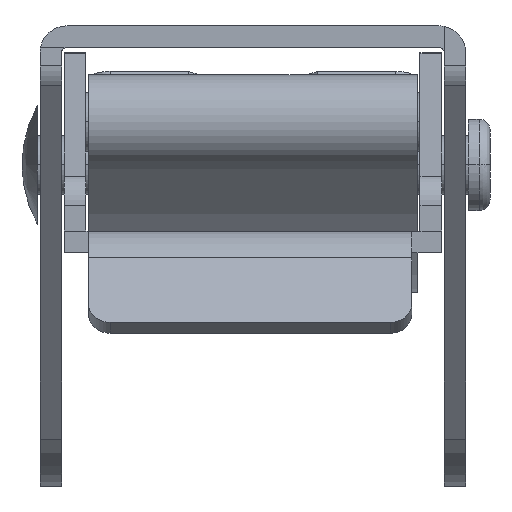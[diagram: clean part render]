
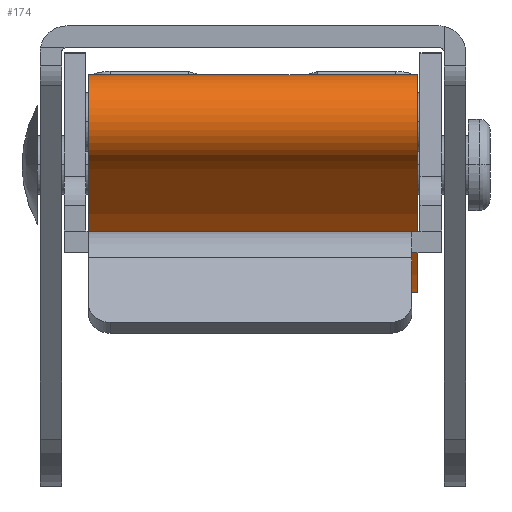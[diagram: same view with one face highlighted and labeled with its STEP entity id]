
A CAD part, left-side view. The second image highlights one B-rep face of the part: STEP entity #174.
In plain terms, the highlighted free-form (B-spline) face has degree [2, 1] with [15, 2] control points.
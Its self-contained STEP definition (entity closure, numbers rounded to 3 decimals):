
#11=(
BOUNDED_SURFACE()
B_SPLINE_SURFACE(2,1,((#4587,#4588),(#4589,#4590),(#4591,#4592),(#4593,
#4594),(#4595,#4596),(#4597,#4598),(#4599,#4600),(#4601,#4602),(#4603,#4604),
(#4605,#4606),(#4607,#4608),(#4609,#4610),(#4611,#4612),(#4613,#4614),(#4615,
#4616)),.UNSPECIFIED.,.F.,.F.,.F.)
B_SPLINE_SURFACE_WITH_KNOTS((3,2,2,2,2,2,2,3),(2,2),(-266.305,
-261.456,-256.607,-159.665,-153.96,
-148.255,-142.55,-136.845),(0.,30.5),
 .UNSPECIFIED.)
GEOMETRIC_REPRESENTATION_ITEM()
RATIONAL_B_SPLINE_SURFACE(((1.,1.),(0.838,0.838),
(1.,1.),(0.838,0.838),(1.,1.),(0.882,
0.882),(1.,1.),(0.793,0.793),(1.,1.),
(0.793,0.793),(1.,1.),(0.793,0.793),
(1.,1.),(0.793,0.793),(1.,1.)))
REPRESENTATION_ITEM('')
SURFACE()
);
#174=ADVANCED_FACE('',(#347),#11,.T.);
#347=FACE_OUTER_BOUND('',#544,.T.);
#544=EDGE_LOOP('',(#1139,#1140,#1141,#1142));
#1139=ORIENTED_EDGE('',*,*,#1716,.T.);
#1140=ORIENTED_EDGE('',*,*,#1717,.T.);
#1141=ORIENTED_EDGE('',*,*,#1718,.F.);
#1142=ORIENTED_EDGE('',*,*,#1719,.F.);
#1716=EDGE_CURVE('',#2619,#2620,#1926,.T.);
#1717=EDGE_CURVE('',#2620,#2621,#1927,.T.);
#1718=EDGE_CURVE('',#2622,#2621,#1928,.T.);
#1719=EDGE_CURVE('',#2619,#2622,#1929,.T.);
#1926=(
BOUNDED_CURVE()
B_SPLINE_CURVE(2,(#4676,#4677,#4678,#4679,#4680,#4681,#4682,#4683,#4684,
#4685,#4686,#4687,#4688,#4689,#4690),.UNSPECIFIED.,.F.,.F.)
B_SPLINE_CURVE_WITH_KNOTS((3,2,2,2,2,2,2,3),(-266.305,-261.456,
-256.607,-159.665,-153.96,-148.255,
-142.55,-136.845),.UNSPECIFIED.)
CURVE()
GEOMETRIC_REPRESENTATION_ITEM()
RATIONAL_B_SPLINE_CURVE((1.,0.838,1.,0.838,1.,0.882,
1.,0.793,1.,0.793,1.,0.793,1.,0.793,
1.))
REPRESENTATION_ITEM('')
);
#1927=(
BOUNDED_CURVE()
B_SPLINE_CURVE(1,(#4691,#4692),.UNSPECIFIED.,.F.,.F.)
B_SPLINE_CURVE_WITH_KNOTS((2,2),(0.,30.5),.UNSPECIFIED.)
CURVE()
GEOMETRIC_REPRESENTATION_ITEM()
RATIONAL_B_SPLINE_CURVE((1.,1.))
REPRESENTATION_ITEM('')
);
#1928=(
BOUNDED_CURVE()
B_SPLINE_CURVE(2,(#4693,#4694,#4695,#4696,#4697,#4698,#4699,#4700,#4701,
#4702,#4703,#4704,#4705,#4706,#4707),.UNSPECIFIED.,.F.,.F.)
B_SPLINE_CURVE_WITH_KNOTS((3,2,2,2,2,2,2,3),(-266.305,-261.456,
-256.607,-159.665,-153.96,-148.255,
-142.55,-136.845),.UNSPECIFIED.)
CURVE()
GEOMETRIC_REPRESENTATION_ITEM()
RATIONAL_B_SPLINE_CURVE((1.,0.838,1.,0.838,1.,0.882,
1.,0.793,1.,0.793,1.,0.793,1.,0.793,
1.))
REPRESENTATION_ITEM('')
);
#1929=(
BOUNDED_CURVE()
B_SPLINE_CURVE(1,(#4708,#4709),.UNSPECIFIED.,.F.,.F.)
B_SPLINE_CURVE_WITH_KNOTS((2,2),(0.,30.5),.UNSPECIFIED.)
CURVE()
GEOMETRIC_REPRESENTATION_ITEM()
RATIONAL_B_SPLINE_CURVE((1.,1.))
REPRESENTATION_ITEM('')
);
#2619=VERTEX_POINT('',#4656);
#2620=VERTEX_POINT('',#4657);
#2621=VERTEX_POINT('',#4658);
#2622=VERTEX_POINT('',#4659);
#4587=CARTESIAN_POINT('',(95.879,-15.5,13.775));
#4588=CARTESIAN_POINT('',(95.879,15.,13.775));
#4589=CARTESIAN_POINT('',(98.449,-15.5,12.839));
#4590=CARTESIAN_POINT('',(98.449,15.,12.839));
#4591=CARTESIAN_POINT('',(98.633,-15.5,10.11));
#4592=CARTESIAN_POINT('',(98.633,15.,10.11));
#4593=CARTESIAN_POINT('',(98.816,-15.5,7.381));
#4594=CARTESIAN_POINT('',(98.816,15.,7.381));
#4595=CARTESIAN_POINT('',(96.395,-15.5,6.109));
#4596=CARTESIAN_POINT('',(96.395,15.,6.109));
#4597=CARTESIAN_POINT('',(49.664,-15.5,-18.428));
#4598=CARTESIAN_POINT('',(49.664,15.,-18.428));
#4599=CARTESIAN_POINT('',(3.302,-15.5,6.8));
#4600=CARTESIAN_POINT('',(3.302,15.,6.8));
#4601=CARTESIAN_POINT('',(0.359,-15.5,8.394));
#4602=CARTESIAN_POINT('',(0.359,15.,8.394));
#4603=CARTESIAN_POINT('',(1.145,-15.5,11.647));
#4604=CARTESIAN_POINT('',(1.145,15.,11.647));
#4605=CARTESIAN_POINT('',(1.93,-15.5,14.9));
#4606=CARTESIAN_POINT('',(1.93,15.,14.9));
#4607=CARTESIAN_POINT('',(5.276,-15.5,14.974));
#4608=CARTESIAN_POINT('',(5.276,15.,14.974));
#4609=CARTESIAN_POINT('',(8.622,-15.5,15.049));
#4610=CARTESIAN_POINT('',(8.622,15.,15.049));
#4611=CARTESIAN_POINT('',(9.552,-15.5,11.835));
#4612=CARTESIAN_POINT('',(9.552,15.,11.835));
#4613=CARTESIAN_POINT('',(10.482,-15.5,8.62));
#4614=CARTESIAN_POINT('',(10.482,15.,8.62));
#4615=CARTESIAN_POINT('',(7.613,-15.5,6.897));
#4616=CARTESIAN_POINT('',(7.613,15.,6.897));
#4656=CARTESIAN_POINT('',(95.879,-15.5,13.775));
#4657=CARTESIAN_POINT('',(7.613,-15.5,6.897));
#4658=CARTESIAN_POINT('',(7.613,15.,6.897));
#4659=CARTESIAN_POINT('',(95.879,15.,13.775));
#4676=CARTESIAN_POINT('',(95.879,-15.5,13.775));
#4677=CARTESIAN_POINT('',(98.449,-15.5,12.839));
#4678=CARTESIAN_POINT('',(98.633,-15.5,10.11));
#4679=CARTESIAN_POINT('',(98.816,-15.5,7.381));
#4680=CARTESIAN_POINT('',(96.395,-15.5,6.109));
#4681=CARTESIAN_POINT('',(49.664,-15.5,-18.428));
#4682=CARTESIAN_POINT('',(3.302,-15.5,6.8));
#4683=CARTESIAN_POINT('',(0.359,-15.5,8.394));
#4684=CARTESIAN_POINT('',(1.145,-15.5,11.647));
#4685=CARTESIAN_POINT('',(1.93,-15.5,14.9));
#4686=CARTESIAN_POINT('',(5.276,-15.5,14.974));
#4687=CARTESIAN_POINT('',(8.622,-15.5,15.049));
#4688=CARTESIAN_POINT('',(9.552,-15.5,11.835));
#4689=CARTESIAN_POINT('',(10.482,-15.5,8.62));
#4690=CARTESIAN_POINT('',(7.613,-15.5,6.897));
#4691=CARTESIAN_POINT('',(7.613,-15.5,6.897));
#4692=CARTESIAN_POINT('',(7.613,15.,6.897));
#4693=CARTESIAN_POINT('',(95.879,15.,13.775));
#4694=CARTESIAN_POINT('',(98.449,15.,12.839));
#4695=CARTESIAN_POINT('',(98.633,15.,10.11));
#4696=CARTESIAN_POINT('',(98.816,15.,7.381));
#4697=CARTESIAN_POINT('',(96.395,15.,6.109));
#4698=CARTESIAN_POINT('',(49.664,15.,-18.428));
#4699=CARTESIAN_POINT('',(3.302,15.,6.8));
#4700=CARTESIAN_POINT('',(0.359,15.,8.394));
#4701=CARTESIAN_POINT('',(1.145,15.,11.647));
#4702=CARTESIAN_POINT('',(1.93,15.,14.9));
#4703=CARTESIAN_POINT('',(5.276,15.,14.974));
#4704=CARTESIAN_POINT('',(8.622,15.,15.049));
#4705=CARTESIAN_POINT('',(9.552,15.,11.835));
#4706=CARTESIAN_POINT('',(10.482,15.,8.62));
#4707=CARTESIAN_POINT('',(7.613,15.,6.897));
#4708=CARTESIAN_POINT('',(95.879,-15.5,13.775));
#4709=CARTESIAN_POINT('',(95.879,15.,13.775));
